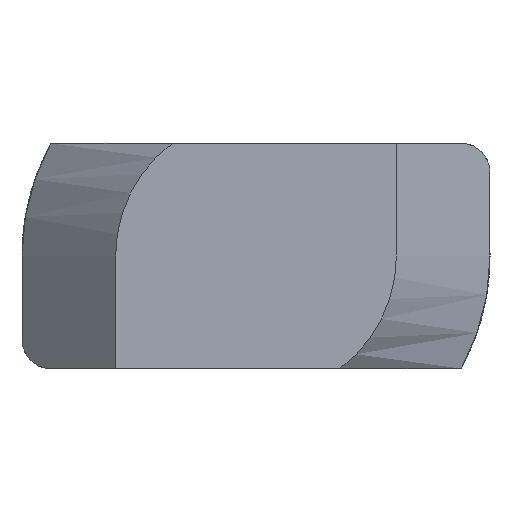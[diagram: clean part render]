
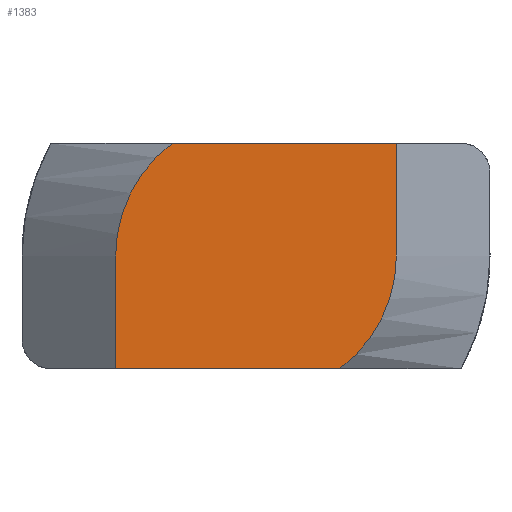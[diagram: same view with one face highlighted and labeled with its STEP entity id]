
A CAD part, front view. The second image highlights one B-rep face of the part: STEP entity #1383.
In plain terms, the highlighted planar face has unit normal (0, -1, 0).
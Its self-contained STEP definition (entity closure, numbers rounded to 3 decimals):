
#67=CIRCLE('',#1531,4.8);
#68=CIRCLE('',#1532,4.8);
#187=LINE('',#2348,#297);
#192=LINE('',#2371,#302);
#199=LINE('',#2419,#309);
#200=LINE('',#2443,#310);
#297=VECTOR('',#1861,1000.);
#302=VECTOR('',#1876,1000.);
#309=VECTOR('',#1897,1000.);
#310=VECTOR('',#1900,1000.);
#689=ORIENTED_EDGE('',*,*,#924,.F.);
#690=ORIENTED_EDGE('',*,*,#909,.T.);
#691=ORIENTED_EDGE('',*,*,#922,.F.);
#692=ORIENTED_EDGE('',*,*,#921,.F.);
#693=ORIENTED_EDGE('',*,*,#900,.T.);
#694=ORIENTED_EDGE('',*,*,#925,.F.);
#900=EDGE_CURVE('',#1051,#1050,#187,.T.);
#909=EDGE_CURVE('',#1056,#1055,#192,.T.);
#921=EDGE_CURVE('',#1051,#1065,#199,.T.);
#922=EDGE_CURVE('',#1065,#1055,#67,.T.);
#924=EDGE_CURVE('',#1056,#1066,#200,.T.);
#925=EDGE_CURVE('',#1066,#1050,#68,.T.);
#1050=VERTEX_POINT('',#2347);
#1051=VERTEX_POINT('',#2349);
#1055=VERTEX_POINT('',#2370);
#1056=VERTEX_POINT('',#2372);
#1065=VERTEX_POINT('',#2420);
#1066=VERTEX_POINT('',#2444);
#1185=EDGE_LOOP('',(#689,#690,#691,#692,#693,#694));
#1263=FACE_BOUND('',#1185,.T.);
#1311=PLANE('',#1533);
#1383=ADVANCED_FACE('',(#1263),#1311,.F.);
#1531=AXIS2_PLACEMENT_3D('',#2421,#1898,#1899);
#1532=AXIS2_PLACEMENT_3D('',#2445,#1901,#1902);
#1533=AXIS2_PLACEMENT_3D('',#2446,#1903,#1904);
#1861=DIRECTION('',(-1.,0.,0.));
#1876=DIRECTION('',(1.,0.,0.));
#1897=DIRECTION('',(0.,0.,-1.));
#1898=DIRECTION('',(0.,1.,0.));
#1899=DIRECTION('',(1.,0.,0.));
#1900=DIRECTION('',(0.,0.,1.));
#1901=DIRECTION('',(0.,1.,0.));
#1902=DIRECTION('',(1.,0.,0.));
#1903=DIRECTION('',(0.,1.,0.));
#1904=DIRECTION('',(0.,0.,1.));
#2347=CARTESIAN_POINT('',(-2.867,-4.7,3.85));
#2348=CARTESIAN_POINT('',(0.,-4.7,3.85));
#2349=CARTESIAN_POINT('',(4.8,-4.7,3.85));
#2370=CARTESIAN_POINT('',(2.867,-4.7,-3.85));
#2371=CARTESIAN_POINT('',(0.,-4.7,-3.85));
#2372=CARTESIAN_POINT('',(-4.8,-4.7,-3.85));
#2419=CARTESIAN_POINT('',(4.8,-4.7,4.));
#2420=CARTESIAN_POINT('',(4.8,-4.7,0.));
#2421=CARTESIAN_POINT('',(0.,-4.7,0.));
#2443=CARTESIAN_POINT('',(-4.8,-4.7,-4.));
#2444=CARTESIAN_POINT('',(-4.8,-4.7,0.));
#2445=CARTESIAN_POINT('',(0.,-4.7,0.));
#2446=CARTESIAN_POINT('',(0.,-4.7,0.));
